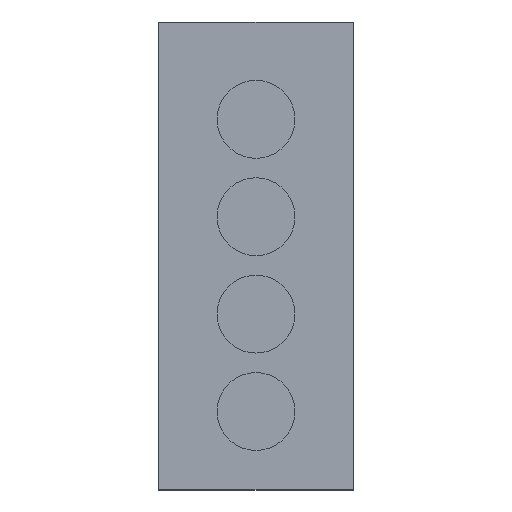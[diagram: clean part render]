
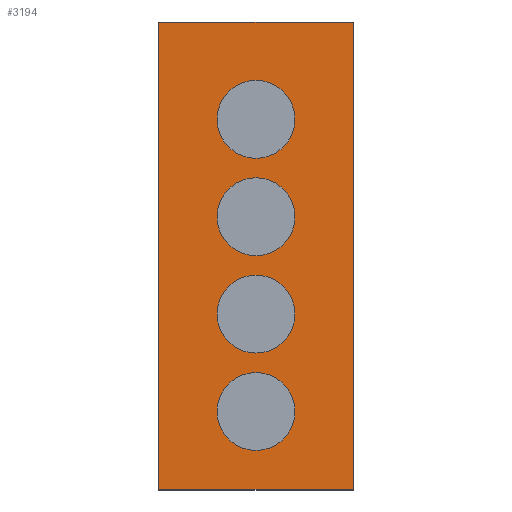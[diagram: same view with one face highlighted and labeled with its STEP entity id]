
A CAD part, top view. The second image highlights one B-rep face of the part: STEP entity #3194.
In plain terms, the highlighted planar face has unit normal (0, 0, 1).
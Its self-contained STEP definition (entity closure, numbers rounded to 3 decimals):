
#2880 = VERTEX_POINT('',#2881);
#2881 = CARTESIAN_POINT('',(0.,0.,13.));
#2888 = PLANE('',#2889);
#2889 = AXIS2_PLACEMENT_3D('',#2890,#2891,#2892);
#2890 = CARTESIAN_POINT('',(0.,0.,12.));
#2891 = DIRECTION('',(1.,0.,0.));
#2892 = DIRECTION('',(0.,0.,1.));
#2900 = PLANE('',#2901);
#2901 = AXIS2_PLACEMENT_3D('',#2902,#2903,#2904);
#2902 = CARTESIAN_POINT('',(0.,0.,12.));
#2903 = DIRECTION('',(0.,1.,0.));
#2904 = DIRECTION('',(0.,0.,1.));
#2941 = VERTEX_POINT('',#2942);
#2942 = CARTESIAN_POINT('',(0.,24.,13.));
#2956 = PLANE('',#2957);
#2957 = AXIS2_PLACEMENT_3D('',#2958,#2959,#2960);
#2958 = CARTESIAN_POINT('',(0.,24.,12.));
#2959 = DIRECTION('',(0.,1.,0.));
#2960 = DIRECTION('',(0.,0.,1.));
#2968 = EDGE_CURVE('',#2880,#2941,#2969,.T.);
#2969 = SURFACE_CURVE('',#2970,(#2974,#2981),.PCURVE_S1.);
#2970 = LINE('',#2971,#2972);
#2971 = CARTESIAN_POINT('',(0.,0.,13.));
#2972 = VECTOR('',#2973,1.);
#2973 = DIRECTION('',(0.,1.,0.));
#2974 = PCURVE('',#2888,#2975);
#2975 = DEFINITIONAL_REPRESENTATION('',(#2976),#2980);
#2976 = LINE('',#2977,#2978);
#2977 = CARTESIAN_POINT('',(1.,0.));
#2978 = VECTOR('',#2979,1.);
#2979 = DIRECTION('',(0.,-1.));
#2980 = ( GEOMETRIC_REPRESENTATION_CONTEXT(2) 
PARAMETRIC_REPRESENTATION_CONTEXT() REPRESENTATION_CONTEXT('2D SPACE',''
  ) );
#2981 = PCURVE('',#2982,#2987);
#2982 = PLANE('',#2983);
#2983 = AXIS2_PLACEMENT_3D('',#2984,#2985,#2986);
#2984 = CARTESIAN_POINT('',(0.,0.,13.));
#2985 = DIRECTION('',(0.,0.,1.));
#2986 = DIRECTION('',(1.,0.,0.));
#2987 = DEFINITIONAL_REPRESENTATION('',(#2988),#2992);
#2988 = LINE('',#2989,#2990);
#2989 = CARTESIAN_POINT('',(0.,0.));
#2990 = VECTOR('',#2991,1.);
#2991 = DIRECTION('',(0.,1.));
#2992 = ( GEOMETRIC_REPRESENTATION_CONTEXT(2) 
PARAMETRIC_REPRESENTATION_CONTEXT() REPRESENTATION_CONTEXT('2D SPACE',''
  ) );
#3000 = VERTEX_POINT('',#3001);
#3001 = CARTESIAN_POINT('',(10.,0.,13.));
#3008 = PLANE('',#3009);
#3009 = AXIS2_PLACEMENT_3D('',#3010,#3011,#3012);
#3010 = CARTESIAN_POINT('',(10.,0.,12.));
#3011 = DIRECTION('',(1.,0.,0.));
#3012 = DIRECTION('',(0.,0.,1.));
#3051 = VERTEX_POINT('',#3052);
#3052 = CARTESIAN_POINT('',(10.,24.,13.));
#3073 = EDGE_CURVE('',#3000,#3051,#3074,.T.);
#3074 = SURFACE_CURVE('',#3075,(#3079,#3086),.PCURVE_S1.);
#3075 = LINE('',#3076,#3077);
#3076 = CARTESIAN_POINT('',(10.,0.,13.));
#3077 = VECTOR('',#3078,1.);
#3078 = DIRECTION('',(0.,1.,0.));
#3079 = PCURVE('',#3008,#3080);
#3080 = DEFINITIONAL_REPRESENTATION('',(#3081),#3085);
#3081 = LINE('',#3082,#3083);
#3082 = CARTESIAN_POINT('',(1.,0.));
#3083 = VECTOR('',#3084,1.);
#3084 = DIRECTION('',(0.,-1.));
#3085 = ( GEOMETRIC_REPRESENTATION_CONTEXT(2) 
PARAMETRIC_REPRESENTATION_CONTEXT() REPRESENTATION_CONTEXT('2D SPACE',''
  ) );
#3086 = PCURVE('',#2982,#3087);
#3087 = DEFINITIONAL_REPRESENTATION('',(#3088),#3092);
#3088 = LINE('',#3089,#3090);
#3089 = CARTESIAN_POINT('',(10.,0.));
#3090 = VECTOR('',#3091,1.);
#3091 = DIRECTION('',(0.,1.));
#3092 = ( GEOMETRIC_REPRESENTATION_CONTEXT(2) 
PARAMETRIC_REPRESENTATION_CONTEXT() REPRESENTATION_CONTEXT('2D SPACE',''
  ) );
#3119 = EDGE_CURVE('',#2880,#3000,#3120,.T.);
#3120 = SURFACE_CURVE('',#3121,(#3125,#3132),.PCURVE_S1.);
#3121 = LINE('',#3122,#3123);
#3122 = CARTESIAN_POINT('',(0.,0.,13.));
#3123 = VECTOR('',#3124,1.);
#3124 = DIRECTION('',(1.,0.,0.));
#3125 = PCURVE('',#2900,#3126);
#3126 = DEFINITIONAL_REPRESENTATION('',(#3127),#3131);
#3127 = LINE('',#3128,#3129);
#3128 = CARTESIAN_POINT('',(1.,0.));
#3129 = VECTOR('',#3130,1.);
#3130 = DIRECTION('',(0.,1.));
#3131 = ( GEOMETRIC_REPRESENTATION_CONTEXT(2) 
PARAMETRIC_REPRESENTATION_CONTEXT() REPRESENTATION_CONTEXT('2D SPACE',''
  ) );
#3132 = PCURVE('',#2982,#3133);
#3133 = DEFINITIONAL_REPRESENTATION('',(#3134),#3138);
#3134 = LINE('',#3135,#3136);
#3135 = CARTESIAN_POINT('',(0.,0.));
#3136 = VECTOR('',#3137,1.);
#3137 = DIRECTION('',(1.,0.));
#3138 = ( GEOMETRIC_REPRESENTATION_CONTEXT(2) 
PARAMETRIC_REPRESENTATION_CONTEXT() REPRESENTATION_CONTEXT('2D SPACE',''
  ) );
#3166 = EDGE_CURVE('',#2941,#3051,#3167,.T.);
#3167 = SURFACE_CURVE('',#3168,(#3172,#3179),.PCURVE_S1.);
#3168 = LINE('',#3169,#3170);
#3169 = CARTESIAN_POINT('',(0.,24.,13.));
#3170 = VECTOR('',#3171,1.);
#3171 = DIRECTION('',(1.,0.,0.));
#3172 = PCURVE('',#2956,#3173);
#3173 = DEFINITIONAL_REPRESENTATION('',(#3174),#3178);
#3174 = LINE('',#3175,#3176);
#3175 = CARTESIAN_POINT('',(1.,0.));
#3176 = VECTOR('',#3177,1.);
#3177 = DIRECTION('',(0.,1.));
#3178 = ( GEOMETRIC_REPRESENTATION_CONTEXT(2) 
PARAMETRIC_REPRESENTATION_CONTEXT() REPRESENTATION_CONTEXT('2D SPACE',''
  ) );
#3179 = PCURVE('',#2982,#3180);
#3180 = DEFINITIONAL_REPRESENTATION('',(#3181),#3185);
#3181 = LINE('',#3182,#3183);
#3182 = CARTESIAN_POINT('',(0.,24.));
#3183 = VECTOR('',#3184,1.);
#3184 = DIRECTION('',(1.,0.));
#3185 = ( GEOMETRIC_REPRESENTATION_CONTEXT(2) 
PARAMETRIC_REPRESENTATION_CONTEXT() REPRESENTATION_CONTEXT('2D SPACE',''
  ) );
#3194 = ADVANCED_FACE('',(#3195),#2982,.T.);
#3195 = FACE_BOUND('',#3196,.T.);
#3196 = EDGE_LOOP('',(#3197,#3198,#3199,#3200));
#3197 = ORIENTED_EDGE('',*,*,#2968,.F.);
#3198 = ORIENTED_EDGE('',*,*,#3119,.T.);
#3199 = ORIENTED_EDGE('',*,*,#3073,.T.);
#3200 = ORIENTED_EDGE('',*,*,#3166,.F.);
